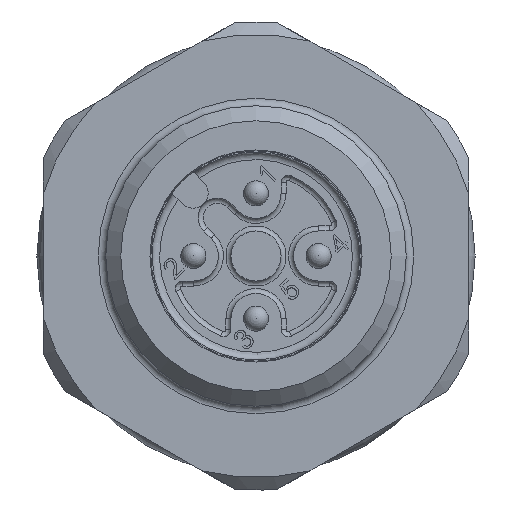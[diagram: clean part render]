
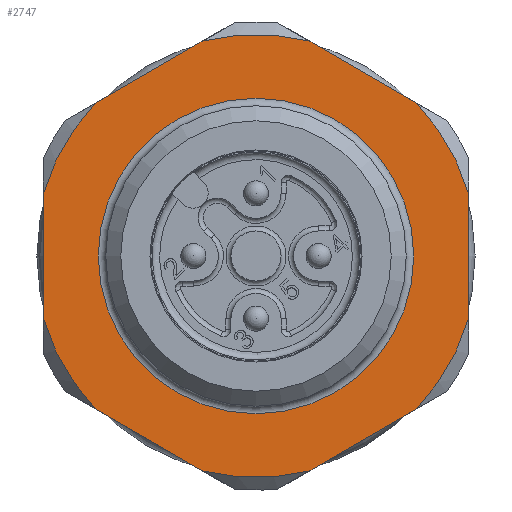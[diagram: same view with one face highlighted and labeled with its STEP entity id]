
A CAD part, left-side view. The second image highlights one B-rep face of the part: STEP entity #2747.
In plain terms, the highlighted planar face has unit normal (-1, 0, 0).
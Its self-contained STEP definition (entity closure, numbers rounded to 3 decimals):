
#499=PLANE('',#3435);
#599=EDGE_LOOP('',(#1078));
#600=EDGE_LOOP('',(#1079,#1080,#1081,#1082,#1083,#1084,#1085,#1086,#1087,
#1088,#1089,#1090));
#871=CIRCLE('',#3422,8.85);
#872=CIRCLE('',#3424,8.85);
#873=CIRCLE('',#3426,8.85);
#874=CIRCLE('',#3428,8.85);
#875=CIRCLE('',#3430,8.85);
#876=CIRCLE('',#3432,8.85);
#877=CIRCLE('',#3434,6.3);
#1078=ORIENTED_EDGE('',*,*,#1981,.T.);
#1079=ORIENTED_EDGE('',*,*,#1964,.F.);
#1080=ORIENTED_EDGE('',*,*,#1982,.T.);
#1081=ORIENTED_EDGE('',*,*,#1966,.F.);
#1082=ORIENTED_EDGE('',*,*,#1983,.T.);
#1083=ORIENTED_EDGE('',*,*,#1979,.F.);
#1084=ORIENTED_EDGE('',*,*,#1984,.T.);
#1085=ORIENTED_EDGE('',*,*,#1976,.F.);
#1086=ORIENTED_EDGE('',*,*,#1985,.T.);
#1087=ORIENTED_EDGE('',*,*,#1973,.F.);
#1088=ORIENTED_EDGE('',*,*,#1986,.T.);
#1089=ORIENTED_EDGE('',*,*,#1970,.F.);
#1090=ORIENTED_EDGE('',*,*,#1987,.T.);
#1964=EDGE_CURVE('',#3111,#3112,#871,.T.);
#1966=EDGE_CURVE('',#3113,#3114,#872,.T.);
#1970=EDGE_CURVE('',#3115,#3116,#873,.T.);
#1973=EDGE_CURVE('',#3117,#3118,#874,.T.);
#1976=EDGE_CURVE('',#3119,#3120,#875,.T.);
#1979=EDGE_CURVE('',#3121,#3122,#876,.T.);
#1981=EDGE_CURVE('',#3123,#3123,#877,.T.);
#1982=EDGE_CURVE('',#3111,#3114,#2394,.T.);
#1983=EDGE_CURVE('',#3113,#3122,#2395,.T.);
#1984=EDGE_CURVE('',#3121,#3120,#2396,.T.);
#1985=EDGE_CURVE('',#3119,#3118,#2397,.T.);
#1986=EDGE_CURVE('',#3117,#3116,#2398,.T.);
#1987=EDGE_CURVE('',#3115,#3112,#2399,.T.);
#2394=LINE('',#4707,#2547);
#2395=LINE('',#4708,#2548);
#2396=LINE('',#4709,#2549);
#2397=LINE('',#4710,#2550);
#2398=LINE('',#4711,#2551);
#2399=LINE('',#4712,#2552);
#2547=VECTOR('',#3824,1.);
#2548=VECTOR('',#3825,1.);
#2549=VECTOR('',#3826,1.);
#2550=VECTOR('',#3827,1.);
#2551=VECTOR('',#3828,1.);
#2552=VECTOR('',#3829,1.);
#2747=ADVANCED_FACE('',(#2958,#2959),#499,.T.);
#2958=FACE_BOUND('',#599,.T.);
#2959=FACE_BOUND('',#600,.T.);
#3111=VERTEX_POINT('',#4637);
#3112=VERTEX_POINT('',#4639);
#3113=VERTEX_POINT('',#4646);
#3114=VERTEX_POINT('',#4647);
#3115=VERTEX_POINT('',#4661);
#3116=VERTEX_POINT('',#4663);
#3117=VERTEX_POINT('',#4673);
#3118=VERTEX_POINT('',#4675);
#3119=VERTEX_POINT('',#4685);
#3120=VERTEX_POINT('',#4687);
#3121=VERTEX_POINT('',#4697);
#3122=VERTEX_POINT('',#4699);
#3123=VERTEX_POINT('',#4706);
#3422=AXIS2_PLACEMENT_3D('',#4638,#3798,#3799);
#3424=AXIS2_PLACEMENT_3D('',#4645,#3802,#3803);
#3426=AXIS2_PLACEMENT_3D('',#4662,#3806,#3807);
#3428=AXIS2_PLACEMENT_3D('',#4674,#3810,#3811);
#3430=AXIS2_PLACEMENT_3D('',#4686,#3814,#3815);
#3432=AXIS2_PLACEMENT_3D('',#4698,#3818,#3819);
#3434=AXIS2_PLACEMENT_3D('',#4705,#3822,#3823);
#3435=AXIS2_PLACEMENT_3D('',#4713,#3830,#3831);
#3798=DIRECTION('',(1.,0.,0.));
#3799=DIRECTION('',(0.,-1.,0.));
#3802=DIRECTION('',(1.,0.,0.));
#3803=DIRECTION('',(0.,-1.,0.));
#3806=DIRECTION('',(1.,0.,0.));
#3807=DIRECTION('',(0.,-1.,0.));
#3810=DIRECTION('',(1.,0.,0.));
#3811=DIRECTION('',(0.,-1.,0.));
#3814=DIRECTION('',(1.,0.,0.));
#3815=DIRECTION('',(0.,-1.,0.));
#3818=DIRECTION('',(1.,0.,0.));
#3819=DIRECTION('',(0.,-1.,0.));
#3822=DIRECTION('',(1.,0.,0.));
#3823=DIRECTION('',(0.,1.,0.));
#3824=DIRECTION('',(0.,0.866,-0.5));
#3825=DIRECTION('',(0.,0.,-1.));
#3826=DIRECTION('',(0.,-0.866,-0.5));
#3827=DIRECTION('',(0.,-0.866,0.5));
#3828=DIRECTION('',(0.,0.,1.));
#3829=DIRECTION('',(0.,0.866,0.5));
#3830=DIRECTION('',(-1.,0.,0.));
#3831=DIRECTION('',(0.,1.,0.));
#4637=CARTESIAN_POINT('',(10.,2.116,8.593));
#4638=CARTESIAN_POINT('',(10.,0.,0.));
#4639=CARTESIAN_POINT('',(10.,-2.116,8.593));
#4645=CARTESIAN_POINT('',(10.,0.,0.));
#4646=CARTESIAN_POINT('',(10.,8.5,2.464));
#4647=CARTESIAN_POINT('',(10.,6.384,6.129));
#4661=CARTESIAN_POINT('',(10.,-6.384,6.129));
#4662=CARTESIAN_POINT('',(10.,0.,0.));
#4663=CARTESIAN_POINT('',(10.,-8.5,2.464));
#4673=CARTESIAN_POINT('',(10.,-8.5,-2.464));
#4674=CARTESIAN_POINT('',(10.,0.,0.));
#4675=CARTESIAN_POINT('',(10.,-6.384,-6.129));
#4685=CARTESIAN_POINT('',(10.,-2.116,-8.593));
#4686=CARTESIAN_POINT('',(10.,0.,0.));
#4687=CARTESIAN_POINT('',(10.,2.116,-8.593));
#4697=CARTESIAN_POINT('',(10.,6.384,-6.129));
#4698=CARTESIAN_POINT('',(10.,0.,0.));
#4699=CARTESIAN_POINT('',(10.,8.5,-2.464));
#4705=CARTESIAN_POINT('',(10.,0.,0.));
#4706=CARTESIAN_POINT('',(10.,6.3,0.));
#4707=CARTESIAN_POINT('',(10.,8.082,5.149));
#4708=CARTESIAN_POINT('',(10.,8.5,-8.85));
#4709=CARTESIAN_POINT('',(10.,0.418,-9.574));
#4710=CARTESIAN_POINT('',(10.,-0.418,-9.574));
#4711=CARTESIAN_POINT('',(10.,-8.5,-8.85));
#4712=CARTESIAN_POINT('',(10.,-8.082,5.149));
#4713=CARTESIAN_POINT('',(10.,0.,-8.85));
